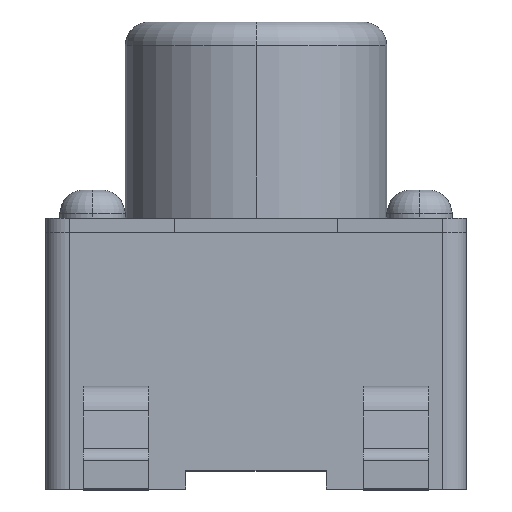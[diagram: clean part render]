
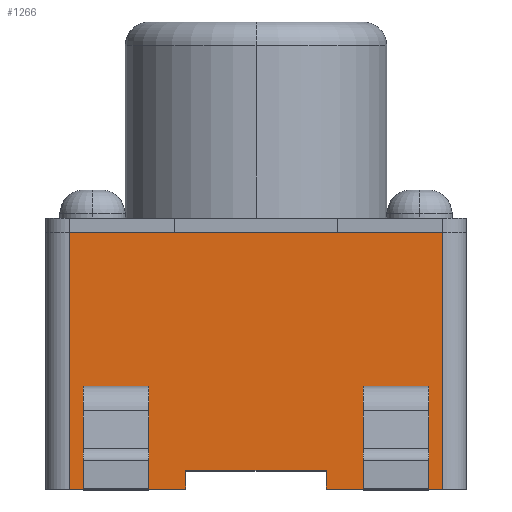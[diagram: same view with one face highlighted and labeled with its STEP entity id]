
A CAD part, top view. The second image highlights one B-rep face of the part: STEP entity #1266.
In plain terms, the highlighted planar face has unit normal (0, 0, 1).
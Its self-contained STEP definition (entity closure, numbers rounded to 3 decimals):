
#26 = CARTESIAN_POINT ( 'NONE',  ( 0.75, 0.2, 2.25 ) ) ;
#38 = VECTOR ( 'NONE', #1407, 1000. ) ;
#117 = VECTOR ( 'NONE', #4525, 1000. ) ;
#240 = LINE ( 'NONE', #2574, #741 ) ;
#320 = DIRECTION ( 'NONE',  ( 0., -1., 0. ) ) ;
#367 = DIRECTION ( 'NONE',  ( 1., 0., 0. ) ) ;
#429 = LINE ( 'NONE', #825, #686 ) ;
#442 = EDGE_CURVE ( 'NONE', #4618, #490, #4033, .T. ) ;
#490 = VERTEX_POINT ( 'NONE', #5275 ) ;
#638 = EDGE_CURVE ( 'NONE', #2218, #4130, #1889, .T. ) ;
#686 = VECTOR ( 'NONE', #367, 1000. ) ;
#714 = ORIENTED_EDGE ( 'NONE', *, *, #5408, .T. ) ;
#741 = VECTOR ( 'NONE', #2057, 1000. ) ;
#781 = CARTESIAN_POINT ( 'NONE',  ( 1.85, 0., 2.25 ) ) ;
#825 = CARTESIAN_POINT ( 'NONE',  ( -2., 0., 2.25 ) ) ;
#858 = ORIENTED_EDGE ( 'NONE', *, *, #5145, .T. ) ;
#869 = CARTESIAN_POINT ( 'NONE',  ( -2., 0., 2.25 ) ) ;
#956 = LINE ( 'NONE', #4775, #3478 ) ;
#1031 = VECTOR ( 'NONE', #1308, 1000. ) ;
#1075 = VERTEX_POINT ( 'NONE', #1548 ) ;
#1203 = LINE ( 'NONE', #5382, #3946 ) ;
#1208 = VECTOR ( 'NONE', #3186, 1000. ) ;
#1246 = CARTESIAN_POINT ( 'NONE',  ( 1.15, 0., 2.25 ) ) ;
#1266 = ADVANCED_FACE ( 'NONE', ( #5193, #1942 ), #2848, .F. ) ;
#1308 = DIRECTION ( 'NONE',  ( -1., 0., 0. ) ) ;
#1359 = VERTEX_POINT ( 'NONE', #869 ) ;
#1386 = ORIENTED_EDGE ( 'NONE', *, *, #3600, .F. ) ;
#1407 = DIRECTION ( 'NONE',  ( 0., -1., 0. ) ) ;
#1453 = EDGE_CURVE ( 'NONE', #4750, #4504, #956, .T. ) ;
#1548 = CARTESIAN_POINT ( 'NONE',  ( 0.75, 0.2, 2.25 ) ) ;
#1653 = CARTESIAN_POINT ( 'NONE',  ( -2., 2.75, 2.25 ) ) ;
#1704 = CARTESIAN_POINT ( 'NONE',  ( 1.85, 1.1, 2.25 ) ) ;
#1733 = LINE ( 'NONE', #781, #3462 ) ;
#1739 = ORIENTED_EDGE ( 'NONE', *, *, #5340, .F. ) ;
#1794 = CARTESIAN_POINT ( 'NONE',  ( 1.85, 0.8, 2.25 ) ) ;
#1853 = EDGE_CURVE ( 'NONE', #3821, #5288, #1203, .T. ) ;
#1889 = LINE ( 'NONE', #3263, #2945 ) ;
#1942 = FACE_BOUND ( 'NONE', #4238, .T. ) ;
#2057 = DIRECTION ( 'NONE',  ( 0., -1., 0. ) ) ;
#2218 = VERTEX_POINT ( 'NONE', #3117 ) ;
#2371 = ORIENTED_EDGE ( 'NONE', *, *, #1853, .F. ) ;
#2415 = VERTEX_POINT ( 'NONE', #4875 ) ;
#2552 = ORIENTED_EDGE ( 'NONE', *, *, #442, .T. ) ;
#2567 = ORIENTED_EDGE ( 'NONE', *, *, #5828, .F. ) ;
#2574 = CARTESIAN_POINT ( 'NONE',  ( 2., 2.75, 2.25 ) ) ;
#2698 = VECTOR ( 'NONE', #4995, 1000. ) ;
#2797 = ORIENTED_EDGE ( 'NONE', *, *, #4415, .F. ) ;
#2816 = CARTESIAN_POINT ( 'NONE',  ( 1.85, 0.8, 2.25 ) ) ;
#2848 = PLANE ( 'NONE',  #5990 ) ;
#2912 = ORIENTED_EDGE ( 'NONE', *, *, #1453, .F. ) ;
#2935 = DIRECTION ( 'NONE',  ( 0., 0., -1. ) ) ;
#2945 = VECTOR ( 'NONE', #5127, 1000. ) ;
#3023 = CARTESIAN_POINT ( 'NONE',  ( 2., 0., 2.25 ) ) ;
#3117 = CARTESIAN_POINT ( 'NONE',  ( 0.75, 0., 2.25 ) ) ;
#3186 = DIRECTION ( 'NONE',  ( 1., 0., 0. ) ) ;
#3263 = CARTESIAN_POINT ( 'NONE',  ( -2., 0., 2.25 ) ) ;
#3365 = EDGE_CURVE ( 'NONE', #1359, #5288, #429, .T. ) ;
#3462 = VECTOR ( 'NONE', #320, 1000. ) ;
#3478 = VECTOR ( 'NONE', #4660, 1000. ) ;
#3522 = ORIENTED_EDGE ( 'NONE', *, *, #4155, .T. ) ;
#3600 = EDGE_CURVE ( 'NONE', #4504, #490, #4610, .T. ) ;
#3821 = VERTEX_POINT ( 'NONE', #5416 ) ;
#3946 = VECTOR ( 'NONE', #5468, 1000. ) ;
#4033 = LINE ( 'NONE', #1794, #1031 ) ;
#4107 = CARTESIAN_POINT ( 'NONE',  ( 1.15, 1.1, 2.25 ) ) ;
#4130 = VERTEX_POINT ( 'NONE', #3023 ) ;
#4155 = EDGE_CURVE ( 'NONE', #5994, #1359, #5819, .T. ) ;
#4238 = EDGE_LOOP ( 'NONE', ( #2912, #858, #2552, #1386 ) ) ;
#4415 = EDGE_CURVE ( 'NONE', #2415, #4130, #240, .T. ) ;
#4417 = LINE ( 'NONE', #4782, #1208 ) ;
#4457 = CARTESIAN_POINT ( 'NONE',  ( -2., 2.75, 2.25 ) ) ;
#4504 = VERTEX_POINT ( 'NONE', #4107 ) ;
#4509 = DIRECTION ( 'NONE',  ( 0., -1., 0. ) ) ;
#4525 = DIRECTION ( 'NONE',  ( 0., -1., 0. ) ) ;
#4583 = LINE ( 'NONE', #5475, #2698 ) ;
#4610 = LINE ( 'NONE', #1246, #117 ) ;
#4618 = VERTEX_POINT ( 'NONE', #2816 ) ;
#4660 = DIRECTION ( 'NONE',  ( -1., 0., 0. ) ) ;
#4750 = VERTEX_POINT ( 'NONE', #1704 ) ;
#4775 = CARTESIAN_POINT ( 'NONE',  ( 1.85, 1.1, 2.25 ) ) ;
#4782 = CARTESIAN_POINT ( 'NONE',  ( -2., 2.75, 2.25 ) ) ;
#4799 = DIRECTION ( 'NONE',  ( -1., 0., 0. ) ) ;
#4861 = CARTESIAN_POINT ( 'NONE',  ( -0.75, 0., 2.25 ) ) ;
#4875 = CARTESIAN_POINT ( 'NONE',  ( 2., 2.75, 2.25 ) ) ;
#4906 = ORIENTED_EDGE ( 'NONE', *, *, #638, .T. ) ;
#4995 = DIRECTION ( 'NONE',  ( -1., 0., 0. ) ) ;
#4999 = VECTOR ( 'NONE', #4509, 1000. ) ;
#5053 = ORIENTED_EDGE ( 'NONE', *, *, #3365, .T. ) ;
#5127 = DIRECTION ( 'NONE',  ( 1., 0., 0. ) ) ;
#5145 = EDGE_CURVE ( 'NONE', #4750, #4618, #1733, .T. ) ;
#5193 = FACE_OUTER_BOUND ( 'NONE', #5350, .T. ) ;
#5275 = CARTESIAN_POINT ( 'NONE',  ( 1.15, 0.8, 2.25 ) ) ;
#5288 = VERTEX_POINT ( 'NONE', #4861 ) ;
#5340 = EDGE_CURVE ( 'NONE', #5994, #2415, #4417, .T. ) ;
#5350 = EDGE_LOOP ( 'NONE', ( #5053, #2371, #2567, #714, #4906, #2797, #1739, #3522 ) ) ;
#5382 = CARTESIAN_POINT ( 'NONE',  ( -0.75, 0.2, 2.25 ) ) ;
#5408 = EDGE_CURVE ( 'NONE', #1075, #2218, #5580, .T. ) ;
#5416 = CARTESIAN_POINT ( 'NONE',  ( -0.75, 0.2, 2.25 ) ) ;
#5468 = DIRECTION ( 'NONE',  ( 0., -1., 0. ) ) ;
#5475 = CARTESIAN_POINT ( 'NONE',  ( -0.75, 0.2, 2.25 ) ) ;
#5580 = LINE ( 'NONE', #26, #38 ) ;
#5645 = CARTESIAN_POINT ( 'NONE',  ( -2., 2.75, 2.25 ) ) ;
#5819 = LINE ( 'NONE', #1653, #4999 ) ;
#5828 = EDGE_CURVE ( 'NONE', #1075, #3821, #4583, .T. ) ;
#5990 = AXIS2_PLACEMENT_3D ( 'NONE', #5645, #2935, #4799 ) ;
#5994 = VERTEX_POINT ( 'NONE', #4457 ) ;
